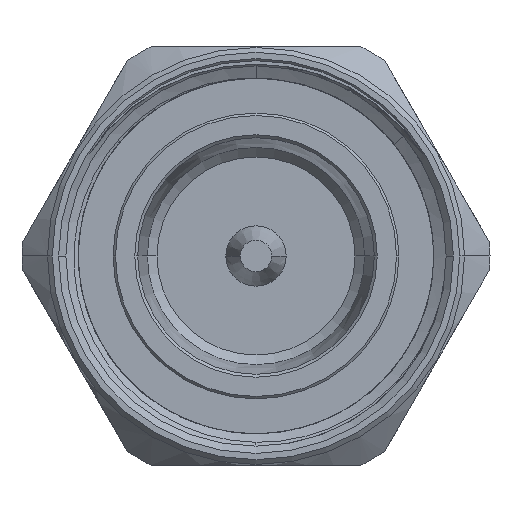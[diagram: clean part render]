
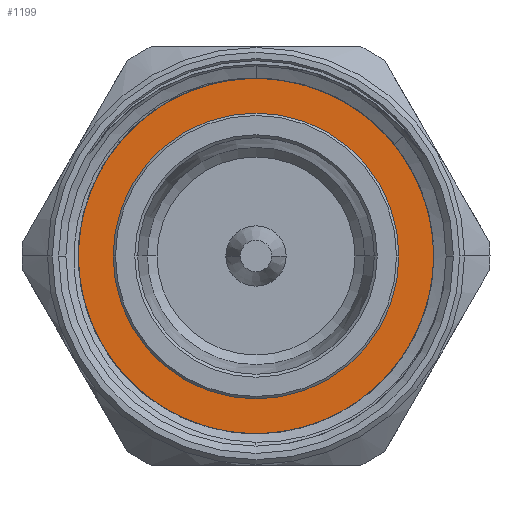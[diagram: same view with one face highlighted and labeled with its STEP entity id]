
A CAD part, left-side view. The second image highlights one B-rep face of the part: STEP entity #1199.
In plain terms, the highlighted planar face has unit normal (-1, 0, 0).
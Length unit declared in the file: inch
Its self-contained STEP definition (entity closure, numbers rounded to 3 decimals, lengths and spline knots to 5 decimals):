
#67 = DIRECTION ( 'NONE',  ( 0., -1., 0. ) ) ;
#102 = AXIS2_PLACEMENT_3D ( 'NONE', #1804, #2450, #3155 ) ;
#187 = CARTESIAN_POINT ( 'NONE',  ( 0.3317, -0.27282, -0.28385 ) ) ;
#201 = DIRECTION ( 'NONE',  ( 0., -1., 0. ) ) ;
#202 = VERTEX_POINT ( 'NONE', #433 ) ;
#256 = CARTESIAN_POINT ( 'NONE',  ( 0.3317, 0.36341, -0.07443 ) ) ;
#433 = CARTESIAN_POINT ( 'NONE',  ( 0.3317, -0.3937, 0. ) ) ;
#473 = B_SPLINE_CURVE_WITH_KNOTS ( 'NONE', 3,
 ( #1586, #2204, #2929, #256, #597, #4287, #4313, #4016, #3675, #4264, #2295, #2561, #4357, #1957, #3946, #2632, #1889, #1867, #863, #886, #3579, #3259, #936, #1248, #909, #2606, #3991, #2227, #3602, #3283, #3655, #3921, #3325, #187 ),
 .UNSPECIFIED., .F., .F.,
 ( 4, 2, 2, 2, 2, 2, 2, 2, 2, 2, 2, 2, 2, 2, 2, 2, 4 ),
 ( 0., 0.00142, 0.00284, 0.00426, 0.00568, 0.0071, 0.00853, 0.00995, 0.01137, 0.01421, 0.01492, 0.01563, 0.01705, 0.01847, 0.01989, 0.02131, 0.02273 ),
 .UNSPECIFIED. ) ;
#485 = EDGE_CURVE ( 'NONE', #675, #1736, #2060, .T. ) ;
#534 = CARTESIAN_POINT ( 'NONE',  ( 0.3317, -0.296, 0. ) ) ;
#539 = FACE_OUTER_BOUND ( 'NONE', #3241, .T. ) ;
#564 = PLANE ( 'NONE',  #1647 ) ;
#597 = CARTESIAN_POINT ( 'NONE',  ( 0.3317, 0.35974, -0.0927 ) ) ;
#599 = ORIENTED_EDGE ( 'NONE', *, *, #3507, .T. ) ;
#627 = CARTESIAN_POINT ( 'NONE',  ( 0.3317, -0.27282, -0.28385 ) ) ;
#667 = VERTEX_POINT ( 'NONE', #3332 ) ;
#673 = DIRECTION ( 'NONE',  ( -1., 0., 0. ) ) ;
#675 = VERTEX_POINT ( 'NONE', #1234 ) ;
#739 = CARTESIAN_POINT ( 'NONE',  ( 0.3317, 0., 0. ) ) ;
#803 = ORIENTED_EDGE ( 'NONE', *, *, #3334, .T. ) ;
#863 = CARTESIAN_POINT ( 'NONE',  ( 0.3317, 0.07264, -0.37827 ) ) ;
#886 = CARTESIAN_POINT ( 'NONE',  ( 0.3317, 0.02643, -0.38387 ) ) ;
#895 = DIRECTION ( 'NONE',  ( -1., 0., 0. ) ) ;
#909 = CARTESIAN_POINT ( 'NONE',  ( 0.3317, -0.05683, -0.38319 ) ) ;
#936 = CARTESIAN_POINT ( 'NONE',  ( 0.3317, -0.01075, -0.38563 ) ) ;
#980 = EDGE_CURVE ( 'NONE', #202, #2796, #3141, .T. ) ;
#1199 = ADVANCED_FACE ( 'NONE', ( #3934, #539 ), #564, .T. ) ;
#1228 = CARTESIAN_POINT ( 'NONE',  ( 0.3317, 0., 0. ) ) ;
#1234 = CARTESIAN_POINT ( 'NONE',  ( 0.3317, 0.296, 0. ) ) ;
#1248 = CARTESIAN_POINT ( 'NONE',  ( 0.3317, -0.03846, -0.38495 ) ) ;
#1281 = DIRECTION ( 'NONE',  ( 0., -1., 0. ) ) ;
#1319 = LINE ( 'NONE', #1228, #4229 ) ;
#1327 = CIRCLE ( 'NONE', #102, 0.3937 ) ;
#1339 = ORIENTED_EDGE ( 'NONE', *, *, #2131, .F. ) ;
#1570 = AXIS2_PLACEMENT_3D ( 'NONE', #2041, #1708, #3318 ) ;
#1586 = CARTESIAN_POINT ( 'NONE',  ( 0.3317, 0.36833, 0. ) ) ;
#1617 = CARTESIAN_POINT ( 'NONE',  ( 0.3317, 0., 0. ) ) ;
#1647 = AXIS2_PLACEMENT_3D ( 'NONE', #4252, #1926, #201 ) ;
#1708 = DIRECTION ( 'NONE',  ( -1., 0., 0. ) ) ;
#1736 = VERTEX_POINT ( 'NONE', #534 ) ;
#1804 = CARTESIAN_POINT ( 'NONE',  ( 0.3317, 0., 0. ) ) ;
#1867 = CARTESIAN_POINT ( 'NONE',  ( 0.3317, 0.10823, -0.36857 ) ) ;
#1889 = CARTESIAN_POINT ( 'NONE',  ( 0.3317, 0.15955, -0.34614 ) ) ;
#1926 = DIRECTION ( 'NONE',  ( -1., 0., 0. ) ) ;
#1957 = CARTESIAN_POINT ( 'NONE',  ( 0.3317, 0.22225, -0.30698 ) ) ;
#1960 = DIRECTION ( 'NONE',  ( 0., -1., 0. ) ) ;
#2041 = CARTESIAN_POINT ( 'NONE',  ( 0.3317, 0., 0. ) ) ;
#2060 = CIRCLE ( 'NONE', #2485, 0.296 ) ;
#2131 = EDGE_CURVE ( 'NONE', #1736, #675, #3569, .T. ) ;
#2204 = CARTESIAN_POINT ( 'NONE',  ( 0.3317, 0.36886, -0.01871 ) ) ;
#2227 = CARTESIAN_POINT ( 'NONE',  ( 0.3317, -0.14696, -0.36127 ) ) ;
#2295 = CARTESIAN_POINT ( 'NONE',  ( 0.3317, 0.28835, -0.24193 ) ) ;
#2450 = DIRECTION ( 'NONE',  ( -1., 0., 0. ) ) ;
#2485 = AXIS2_PLACEMENT_3D ( 'NONE', #739, #673, #67 ) ;
#2551 = AXIS2_PLACEMENT_3D ( 'NONE', #1617, #895, #1281 ) ;
#2561 = CARTESIAN_POINT ( 'NONE',  ( 0.3317, 0.26397, -0.26976 ) ) ;
#2584 = EDGE_CURVE ( 'NONE', #2796, #667, #1319, .T. ) ;
#2606 = CARTESIAN_POINT ( 'NONE',  ( 0.3317, -0.09337, -0.37703 ) ) ;
#2632 = CARTESIAN_POINT ( 'NONE',  ( 0.3317, 0.17602, -0.33744 ) ) ;
#2796 = VERTEX_POINT ( 'NONE', #4138 ) ;
#2929 = CARTESIAN_POINT ( 'NONE',  ( 0.3317, 0.36797, -0.03733 ) ) ;
#3037 = EDGE_LOOP ( 'NONE', ( #1339, #4456 ) ) ;
#3141 = CIRCLE ( 'NONE', #1570, 0.3937 ) ;
#3155 = DIRECTION ( 'NONE',  ( 0., -1., 0. ) ) ;
#3241 = EDGE_LOOP ( 'NONE', ( #803, #3854, #3698, #599 ) ) ;
#3259 = CARTESIAN_POINT ( 'NONE',  ( 0.3317, -0.00149, -0.38553 ) ) ;
#3283 = CARTESIAN_POINT ( 'NONE',  ( 0.3317, -0.19728, -0.33825 ) ) ;
#3318 = DIRECTION ( 'NONE',  ( 0., -1., 0. ) ) ;
#3325 = CARTESIAN_POINT ( 'NONE',  ( 0.3317, -0.259, -0.29645 ) ) ;
#3332 = CARTESIAN_POINT ( 'NONE',  ( 0.3317, 0.36833, 0. ) ) ;
#3334 = EDGE_CURVE ( 'NONE', #4233, #202, #1327, .T. ) ;
#3507 = EDGE_CURVE ( 'NONE', #667, #4233, #473, .T. ) ;
#3569 = CIRCLE ( 'NONE', #2551, 0.296 ) ;
#3579 = CARTESIAN_POINT ( 'NONE',  ( 0.3317, 0.01709, -0.38465 ) ) ;
#3602 = CARTESIAN_POINT ( 'NONE',  ( 0.3317, -0.16408, -0.3544 ) ) ;
#3655 = CARTESIAN_POINT ( 'NONE',  ( 0.3317, -0.21342, -0.32895 ) ) ;
#3675 = CARTESIAN_POINT ( 'NONE',  ( 0.3317, 0.31944, -0.19606 ) ) ;
#3698 = ORIENTED_EDGE ( 'NONE', *, *, #2584, .T. ) ;
#3854 = ORIENTED_EDGE ( 'NONE', *, *, #980, .T. ) ;
#3921 = CARTESIAN_POINT ( 'NONE',  ( 0.3317, -0.24435, -0.30799 ) ) ;
#3934 = FACE_BOUND ( 'NONE', #3037, .T. ) ;
#3946 = CARTESIAN_POINT ( 'NONE',  ( 0.3317, 0.20734, -0.31787 ) ) ;
#3991 = CARTESIAN_POINT ( 'NONE',  ( 0.3317, -0.11165, -0.37259 ) ) ;
#4016 = CARTESIAN_POINT ( 'NONE',  ( 0.3317, 0.32839, -0.17951 ) ) ;
#4138 = CARTESIAN_POINT ( 'NONE',  ( 0.3317, 0.3937, 0. ) ) ;
#4229 = VECTOR ( 'NONE', #1960, 39.37008 ) ;
#4233 = VERTEX_POINT ( 'NONE', #627 ) ;
#4252 = CARTESIAN_POINT ( 'NONE',  ( 0.3317, 0., 0. ) ) ;
#4264 = CARTESIAN_POINT ( 'NONE',  ( 0.3317, 0.29945, -0.22719 ) ) ;
#4287 = CARTESIAN_POINT ( 'NONE',  ( 0.3317, 0.34982, -0.12826 ) ) ;
#4313 = CARTESIAN_POINT ( 'NONE',  ( 0.3317, 0.34356, -0.14563 ) ) ;
#4357 = CARTESIAN_POINT ( 'NONE',  ( 0.3317, 0.25057, -0.28294 ) ) ;
#4456 = ORIENTED_EDGE ( 'NONE', *, *, #485, .F. ) ;
